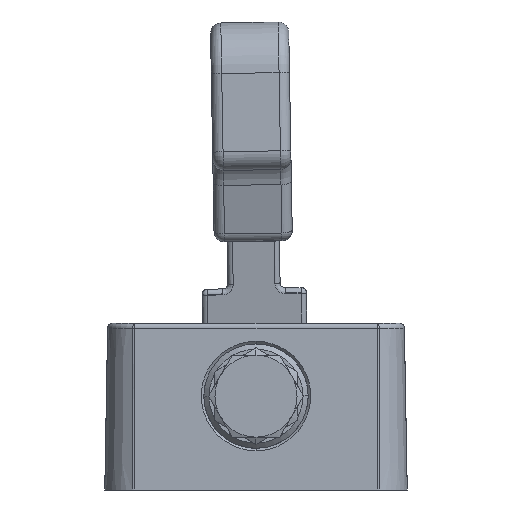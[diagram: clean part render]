
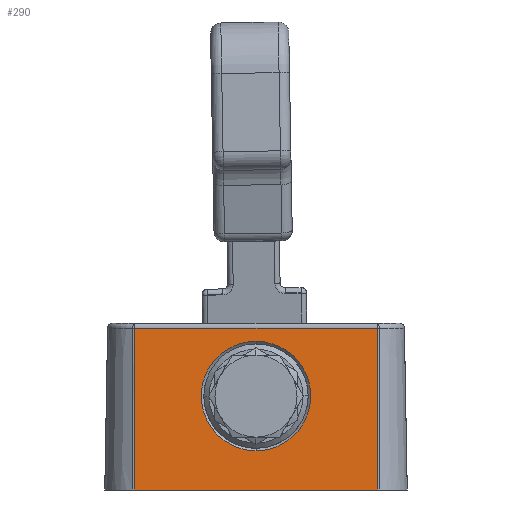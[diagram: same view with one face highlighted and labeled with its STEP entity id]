
A CAD part, left-side view. The second image highlights one B-rep face of the part: STEP entity #290.
In plain terms, the highlighted planar face has unit normal (-1, 0, 0.018).
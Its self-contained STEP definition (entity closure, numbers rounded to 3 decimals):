
#290 = ADVANCED_FACE ( 'NONE', ( #9771, #9775 ), #12531, .T. ) ;
#1762 = B_SPLINE_CURVE_WITH_KNOTS ( 'NONE', 3,
 ( #2816, #2817, #2939, #2940, #2941, #2942, #2943, #2944, #2945, #2946, #2947, #2948, #2949, #2950, #2951, #2952, #2953, #2954, #2955, #2956 ),
 .UNSPECIFIED., .F., .F.,
 ( 4, 2, 2, 2, 2, 2, 2, 2, 2, 4 ),
 ( 0., 0.031, 0.062, 0.125, 0.187, 0.25, 0.312, 0.375, 0.437, 0.5 ),
 .UNSPECIFIED. ) ;
#2816 = CARTESIAN_POINT ( 'NONE',  ( -67.369, 0., 7.517 ) ) ;
#2817 = CARTESIAN_POINT ( 'NONE',  ( -67.369, 0.688, 7.517 ) ) ;
#2939 = CARTESIAN_POINT ( 'NONE',  ( -67.368, 1.373, 7.585 ) ) ;
#2940 = CARTESIAN_POINT ( 'NONE',  ( -67.363, 2.72, 7.852 ) ) ;
#2941 = CARTESIAN_POINT ( 'NONE',  ( -67.359, 3.381, 8.053 ) ) ;
#2942 = CARTESIAN_POINT ( 'NONE',  ( -67.346, 5.283, 8.841 ) ) ;
#2943 = CARTESIAN_POINT ( 'NONE',  ( -67.332, 6.448, 9.619 ) ) ;
#2944 = CARTESIAN_POINT ( 'NONE',  ( -67.298, 8.389, 11.561 ) ) ;
#2945 = CARTESIAN_POINT ( 'NONE',  ( -67.278, 9.167, 12.725 ) ) ;
#2946 = CARTESIAN_POINT ( 'NONE',  ( -67.234, 10.218, 15.262 ) ) ;
#2947 = CARTESIAN_POINT ( 'NONE',  ( -67.21, 10.491, 16.635 ) ) ;
#2948 = CARTESIAN_POINT ( 'NONE',  ( -67.162, 10.492, 19.381 ) ) ;
#2949 = CARTESIAN_POINT ( 'NONE',  ( -67.138, 10.218, 20.755 ) ) ;
#2950 = CARTESIAN_POINT ( 'NONE',  ( -67.093, 9.168, 23.292 ) ) ;
#2951 = CARTESIAN_POINT ( 'NONE',  ( -67.073, 8.389, 24.456 ) ) ;
#2952 = CARTESIAN_POINT ( 'NONE',  ( -67.039, 6.448, 26.398 ) ) ;
#2953 = CARTESIAN_POINT ( 'NONE',  ( -67.026, 5.283, 27.176 ) ) ;
#2954 = CARTESIAN_POINT ( 'NONE',  ( -67.007, 2.746, 28.227 ) ) ;
#2955 = CARTESIAN_POINT ( 'NONE',  ( -67.003, 1.373, 28.5 ) ) ;
#2956 = CARTESIAN_POINT ( 'NONE',  ( -67.003, 0., 28.5 ) ) ;
#4798 = VERTEX_POINT ( 'NONE', #17212 ) ;
#4800 = VERTEX_POINT ( 'NONE', #17214 ) ;
#4802 = VERTEX_POINT ( 'NONE', #17216 ) ;
#4881 = VERTEX_POINT ( 'NONE', #17295 ) ;
#4898 = VERTEX_POINT ( 'NONE', #17312 ) ;
#4925 = VERTEX_POINT ( 'NONE', #17339 ) ;
#5258 = EDGE_LOOP ( 'NONE', ( #6364, #6365 ) ) ;
#5261 = EDGE_LOOP ( 'NONE', ( #6366, #6367, #6368, #6369 ) ) ;
#5381 = EDGE_CURVE ( 'NONE', #4898, #4881, #6424, .T. ) ;
#5382 = EDGE_CURVE ( 'NONE', #4925, #4802, #14027, .T. ) ;
#5383 = EDGE_CURVE ( 'NONE', #4802, #4800, #13799, .T. ) ;
#5384 = EDGE_CURVE ( 'NONE', #4800, #4798, #14038, .T. ) ;
#5385 = EDGE_CURVE ( 'NONE', #4798, #4925, #13805, .T. ) ;
#6364 = ORIENTED_EDGE ( 'NONE', *, *, #23635, .T. ) ;
#6365 = ORIENTED_EDGE ( 'NONE', *, *, #5381, .T. ) ;
#6366 = ORIENTED_EDGE ( 'NONE', *, *, #5382, .T. ) ;
#6367 = ORIENTED_EDGE ( 'NONE', *, *, #5383, .T. ) ;
#6368 = ORIENTED_EDGE ( 'NONE', *, *, #5384, .T. ) ;
#6369 = ORIENTED_EDGE ( 'NONE', *, *, #5385, .T. ) ;
#6424 = B_SPLINE_CURVE_WITH_KNOTS ( 'NONE', 3,
 ( #18007, #18005, #18017, #18018, #18019, #18020, #18021, #18022, #18023, #18024, #18025, #18026, #18027, #18028, #18029, #18030, #18031, #18032, #18033, #18034 ),
 .UNSPECIFIED., .F., .F.,
 ( 4, 2, 2, 2, 2, 2, 2, 2, 2, 4 ),
 ( 0.5, 0.563, 0.625, 0.688, 0.75, 0.813, 0.875, 0.938, 0.969, 1. ),
 .UNSPECIFIED. ) ;
#9771 = FACE_BOUND ( 'NONE', #5258, .T. ) ;
#9775 = FACE_OUTER_BOUND ( 'NONE', #5261, .T. ) ;
#12143 = AXIS2_PLACEMENT_3D ( 'NONE', #12533, #12537, #12538 ) ;
#12531 = PLANE ( 'NONE',  #12143 ) ;
#12533 = CARTESIAN_POINT ( 'NONE',  ( -67.5, 29., 0. ) ) ;
#12537 = DIRECTION ( 'NONE',  ( -1., 0., 0.017 ) ) ;
#12538 = DIRECTION ( 'NONE',  ( 0.017, 0., 1. ) ) ;
#13799 = B_SPLINE_CURVE_WITH_KNOTS ( 'NONE', 3,
 ( #18036, #18015, #18039, #18040, #18041, #18042, #18043 ),
 .UNSPECIFIED., .F., .F.,
 ( 4, 3, 4 ),
 ( 0., 0.014, 0.031 ),
 .UNSPECIFIED. ) ;
#13805 = B_SPLINE_CURVE_WITH_KNOTS ( 'NONE', 3,
 ( #18037, #18038, #18047, #18048, #18049, #18050, #18051, #18052, #18053, #18054 ),
 .UNSPECIFIED., .F., .F.,
 ( 4, 3, 3, 4 ),
 ( 0., 0.015, 0.017, 0.031 ),
 .UNSPECIFIED. ) ;
#14027 = LINE ( 'NONE', #18016, #14037 ) ;
#14037 = VECTOR ( 'NONE', #18035, 1000. ) ;
#14038 = LINE ( 'NONE', #18044, #14039 ) ;
#14039 = VECTOR ( 'NONE', #18045, 1000. ) ;
#17212 = CARTESIAN_POINT ( 'NONE',  ( -67.5, -23.352, 0. ) ) ;
#17214 = CARTESIAN_POINT ( 'NONE',  ( -67.5, 23.352, 0. ) ) ;
#17216 = CARTESIAN_POINT ( 'NONE',  ( -66.959, 23.244, 31.017 ) ) ;
#17295 = CARTESIAN_POINT ( 'NONE',  ( -67.369, 0., 7.517 ) ) ;
#17312 = CARTESIAN_POINT ( 'NONE',  ( -67.003, 0., 28.5 ) ) ;
#17339 = CARTESIAN_POINT ( 'NONE',  ( -66.959, -23.244, 31.017 ) ) ;
#18005 = CARTESIAN_POINT ( 'NONE',  ( -67.003, -1.373, 28.5 ) ) ;
#18007 = CARTESIAN_POINT ( 'NONE',  ( -67.003, 0., 28.5 ) ) ;
#18015 = CARTESIAN_POINT ( 'NONE',  ( -67.04, 23.26, 26.339 ) ) ;
#18016 = CARTESIAN_POINT ( 'NONE',  ( -66.959, 23.437, 31.017 ) ) ;
#18017 = CARTESIAN_POINT ( 'NONE',  ( -67.007, -2.746, 28.227 ) ) ;
#18018 = CARTESIAN_POINT ( 'NONE',  ( -67.026, -5.283, 27.176 ) ) ;
#18019 = CARTESIAN_POINT ( 'NONE',  ( -67.039, -6.448, 26.398 ) ) ;
#18020 = CARTESIAN_POINT ( 'NONE',  ( -67.073, -8.389, 24.456 ) ) ;
#18021 = CARTESIAN_POINT ( 'NONE',  ( -67.093, -9.167, 23.292 ) ) ;
#18022 = CARTESIAN_POINT ( 'NONE',  ( -67.138, -10.218, 20.755 ) ) ;
#18023 = CARTESIAN_POINT ( 'NONE',  ( -67.162, -10.491, 19.381 ) ) ;
#18024 = CARTESIAN_POINT ( 'NONE',  ( -67.21, -10.492, 16.635 ) ) ;
#18025 = CARTESIAN_POINT ( 'NONE',  ( -67.234, -10.218, 15.262 ) ) ;
#18026 = CARTESIAN_POINT ( 'NONE',  ( -67.278, -9.168, 12.725 ) ) ;
#18027 = CARTESIAN_POINT ( 'NONE',  ( -67.298, -8.389, 11.561 ) ) ;
#18028 = CARTESIAN_POINT ( 'NONE',  ( -67.332, -6.448, 9.619 ) ) ;
#18029 = CARTESIAN_POINT ( 'NONE',  ( -67.346, -5.283, 8.841 ) ) ;
#18030 = CARTESIAN_POINT ( 'NONE',  ( -67.359, -3.381, 8.053 ) ) ;
#18031 = CARTESIAN_POINT ( 'NONE',  ( -67.363, -2.72, 7.852 ) ) ;
#18032 = CARTESIAN_POINT ( 'NONE',  ( -67.368, -1.374, 7.585 ) ) ;
#18033 = CARTESIAN_POINT ( 'NONE',  ( -67.369, -0.686, 7.517 ) ) ;
#18034 = CARTESIAN_POINT ( 'NONE',  ( -67.369, 0., 7.517 ) ) ;
#18035 = DIRECTION ( 'NONE',  ( 0., 1., 0. ) ) ;
#18036 = CARTESIAN_POINT ( 'NONE',  ( -66.959, 23.244, 31.017 ) ) ;
#18037 = CARTESIAN_POINT ( 'NONE',  ( -67.5, -23.352, 0. ) ) ;
#18038 = CARTESIAN_POINT ( 'NONE',  ( -67.412, -23.334, 5.039 ) ) ;
#18039 = CARTESIAN_POINT ( 'NONE',  ( -67.122, 23.277, 21.661 ) ) ;
#18040 = CARTESIAN_POINT ( 'NONE',  ( -67.204, 23.293, 16.983 ) ) ;
#18041 = CARTESIAN_POINT ( 'NONE',  ( -67.302, 23.313, 11.322 ) ) ;
#18042 = CARTESIAN_POINT ( 'NONE',  ( -67.401, 23.332, 5.661 ) ) ;
#18043 = CARTESIAN_POINT ( 'NONE',  ( -67.5, 23.352, 0. ) ) ;
#18044 = CARTESIAN_POINT ( 'NONE',  ( -67.5, 29., 0. ) ) ;
#18045 = DIRECTION ( 'NONE',  ( 0., -1., 0. ) ) ;
#18047 = CARTESIAN_POINT ( 'NONE',  ( -67.324, -23.317, 10.078 ) ) ;
#18048 = CARTESIAN_POINT ( 'NONE',  ( -67.236, -23.3, 15.117 ) ) ;
#18049 = CARTESIAN_POINT ( 'NONE',  ( -67.224, -23.297, 15.82 ) ) ;
#18050 = CARTESIAN_POINT ( 'NONE',  ( -67.212, -23.295, 16.523 ) ) ;
#18051 = CARTESIAN_POINT ( 'NONE',  ( -67.199, -23.292, 17.226 ) ) ;
#18052 = CARTESIAN_POINT ( 'NONE',  ( -67.119, -23.276, 21.823 ) ) ;
#18053 = CARTESIAN_POINT ( 'NONE',  ( -67.039, -23.26, 26.42 ) ) ;
#18054 = CARTESIAN_POINT ( 'NONE',  ( -66.959, -23.244, 31.017 ) ) ;
#23635 = EDGE_CURVE ( 'NONE', #4881, #4898, #1762, .T. ) ;
